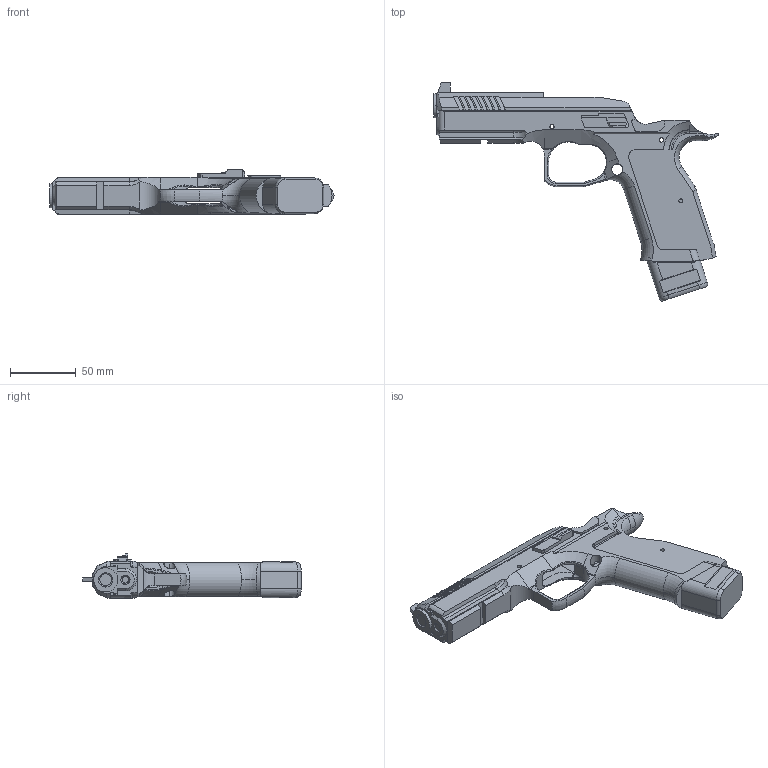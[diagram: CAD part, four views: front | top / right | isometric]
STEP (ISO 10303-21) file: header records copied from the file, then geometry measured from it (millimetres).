
FILE_DESCRIPTION (( 'STEP AP214' ), '1' );
FILE_NAME ('CZS2 Grip.STEP', '2024-03-21T23:25:32', ( '' ), ( '' ), 'SwSTEP 2.0', 'SolidWorks 2022', '' );
FILE_SCHEMA (( 'AUTOMOTIVE_DESIGN' ));
Length unit declared in the file: millimetre
Products named in the file (1): CZS2 Grip
Bounding box: 216.19 x 166.25 x 33.7 mm (x, y, z)
Volume: 101390.3 mm3; surface area: 69708.9 mm2
Topology: 1 solids, 1 shells, 537 faces, 1536 edges, 994 vertices
Faces by surface type: plane 310, cylinder 144, torus 34, bspline 31, cone 16, sphere 2
Entity records: 19468 total; most frequent: CARTESIAN_POINT 5817, ORIENTED_EDGE 3064, DIRECTION 2617, EDGE_CURVE 1532, VERTEX_POINT 994, VECTOR 979, LINE 979, AXIS2_PLACEMENT_3D 819
